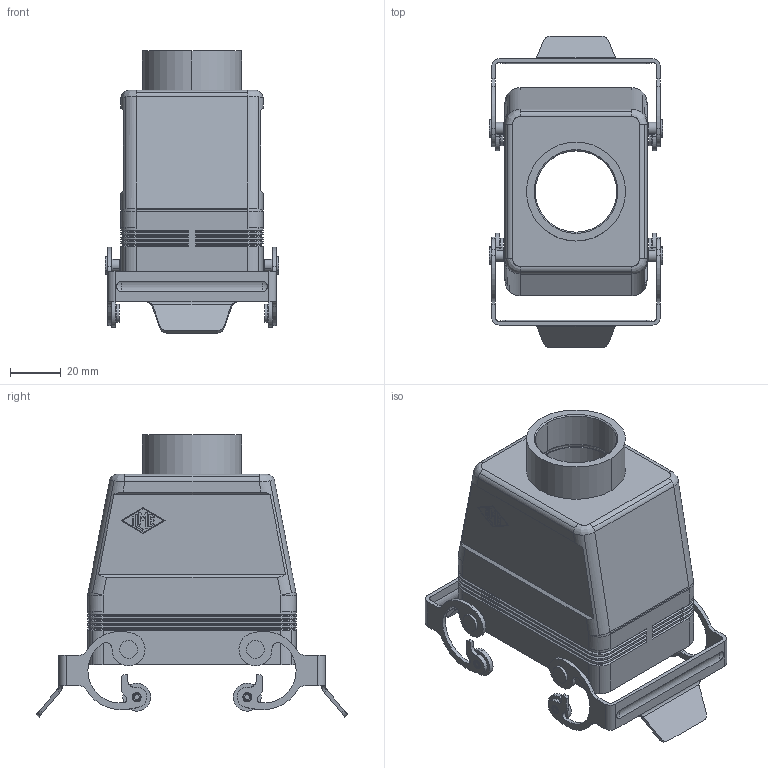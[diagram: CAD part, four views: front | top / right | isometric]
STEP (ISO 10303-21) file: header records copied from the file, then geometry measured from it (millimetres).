
FILE_DESCRIPTION(('Creo Elements/Direct Modeling STEP Export'),'2;1');
FILE_NAME('0ln7uvk527556jd8652','2020-04-14T10:20:52',(''),(''),'Creo Elements/Direct Modeling STEP processor for AP214 (Solid Model)','Creo Elements/Direct Modeling 20.1B 02-Apr-2019 (C) Parametric Technology GmbH','');
FILE_SCHEMA(('AUTOMOTIVE_DESIGN { 1 0 10303 214 1 1 1 1 }'));
Length unit declared in the file: millimetre
Products named in the file (7): MAVX 50 X32; Leva; Leva.1
Assembly tree (6 placements, depth 3):
  MAVX 50 X32
    Leva.1
      Leva.1
    Leva
      Leva
    MAVX 50 X32
      MAVX 50 X32
Bounding box: 68.5 x 122.79 x 111.15 mm (x, y, z)
Volume: 91163.2 mm3; surface area: 60653.5 mm2
Topology: 3 solids, 7 shells, 701 faces, 1698 edges, 1072 vertices
Faces by surface type: cylinder 324, plane 279, cone 72, sphere 12, bspline 8, extrusion 4, torus 2
Entity records: 22626 total; most frequent: CARTESIAN_POINT 4903, DIRECTION 3471, ORIENTED_EDGE 3380, EDGE_CURVE 1690, AXIS2_PLACEMENT_3D 1288, VERTEX_POINT 1072, VECTOR 895, LINE 891
